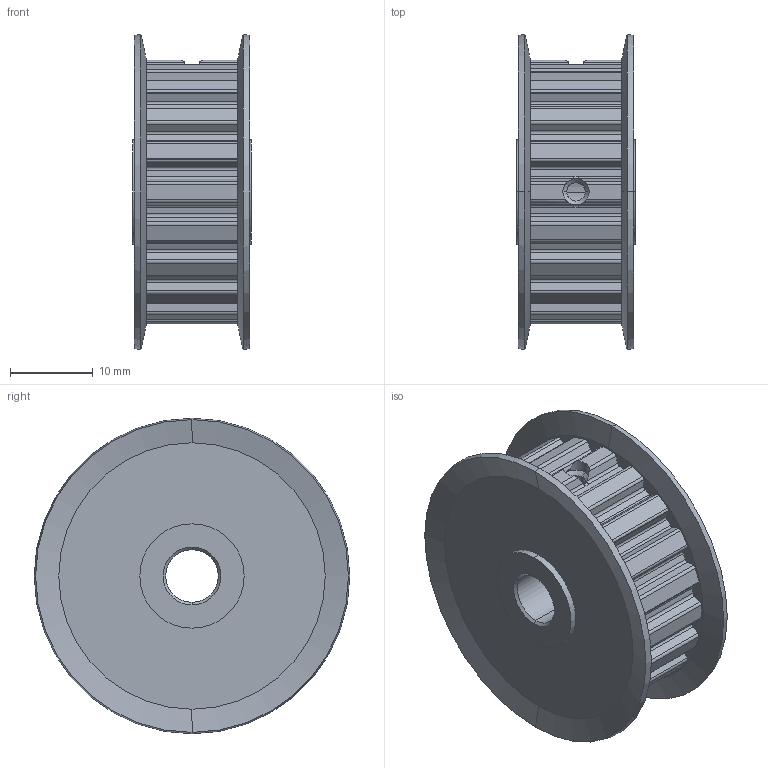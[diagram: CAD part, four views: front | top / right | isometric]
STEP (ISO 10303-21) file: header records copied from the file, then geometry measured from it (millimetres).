
FILE_DESCRIPTION (( 'STEP AP214' ), '1' );
FILE_NAME ('APB20XL037AF-250.step', '2015-04-08T21:03:53', ( '' ), ( '' ), 'SwSTEP 2.0', 'SolidWorks 2014', '' );
FILE_SCHEMA (( 'AUTOMOTIVE_DESIGN' ));
Length unit declared in the file: inch
Products named in the file (1): APB20XL037AF-250
Bounding box: 14.3 x 38.1 x 38.1 mm (x, y, z)
Volume: 9695.3 mm3; surface area: 5135.3 mm2
Topology: 1 solids, 1 shells, 233 faces, 660 edges, 430 vertices
Faces by surface type: cylinder 137, plane 72, cone 20, bspline 4
Entity records: 7904 total; most frequent: CARTESIAN_POINT 1628, DIRECTION 1374, ORIENTED_EDGE 1320, EDGE_CURVE 660, AXIS2_PLACEMENT_3D 514, VERTEX_POINT 430, LINE 346, VECTOR 346
